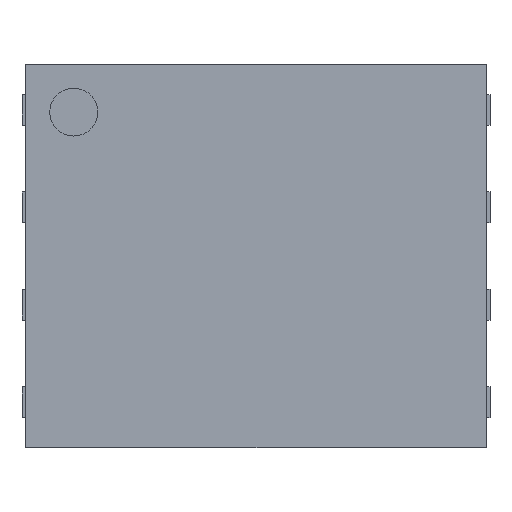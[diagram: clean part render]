
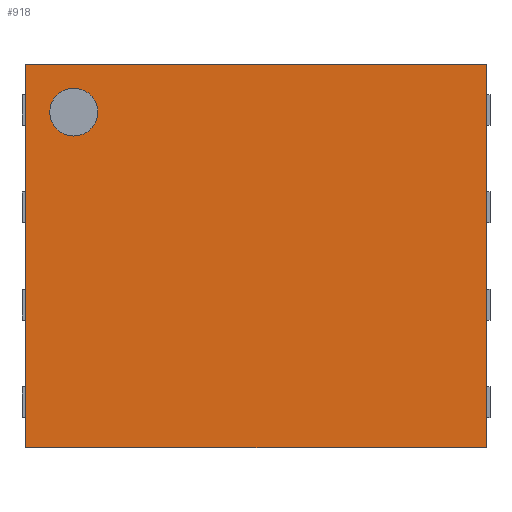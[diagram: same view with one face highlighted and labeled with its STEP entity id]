
A CAD part, top view. The second image highlights one B-rep face of the part: STEP entity #918.
In plain terms, the highlighted planar face has unit normal (0, 0, 1).
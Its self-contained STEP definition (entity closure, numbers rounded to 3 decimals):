
#58=FACE_BOUND('',#142,.T.);
#59=CIRCLE('',#1027,0.313);
#79=FACE_OUTER_BOUND('',#141,.T.);
#141=EDGE_LOOP('',(#625,#626,#627,#628));
#142=EDGE_LOOP('',(#629));
#203=LINE('',#1395,#308);
#208=LINE('',#1404,#313);
#209=LINE('',#1407,#314);
#210=LINE('',#1408,#315);
#308=VECTOR('',#1116,1.);
#313=VECTOR('',#1123,1.);
#314=VECTOR('',#1126,1.);
#315=VECTOR('',#1127,1.);
#413=VERTEX_POINT('',#1392);
#414=VERTEX_POINT('',#1394);
#417=VERTEX_POINT('',#1402);
#418=VERTEX_POINT('',#1406);
#419=VERTEX_POINT('',#1409);
#495=EDGE_CURVE('',#413,#414,#203,.T.);
#500=EDGE_CURVE('',#413,#417,#208,.T.);
#501=EDGE_CURVE('',#417,#418,#209,.T.);
#502=EDGE_CURVE('',#414,#418,#210,.T.);
#503=EDGE_CURVE('',#419,#419,#59,.T.);
#625=ORIENTED_EDGE('',*,*,#495,.F.);
#626=ORIENTED_EDGE('',*,*,#500,.T.);
#627=ORIENTED_EDGE('',*,*,#501,.T.);
#628=ORIENTED_EDGE('',*,*,#502,.F.);
#629=ORIENTED_EDGE('',*,*,#503,.F.);
#865=PLANE('',#1026);
#918=ADVANCED_FACE('',(#79,#58),#865,.T.);
#1026=AXIS2_PLACEMENT_3D('',#1405,#1124,#1125);
#1027=AXIS2_PLACEMENT_3D('',#1410,#1128,#1129);
#1116=DIRECTION('',(0.,1.,0.));
#1123=DIRECTION('',(1.,0.,0.));
#1124=DIRECTION('center_axis',(0.,0.,1.));
#1125=DIRECTION('ref_axis',(1.,0.,0.));
#1126=DIRECTION('',(0.,1.,0.));
#1127=DIRECTION('',(1.,0.,0.));
#1128=DIRECTION('center_axis',(0.,0.,1.));
#1129=DIRECTION('ref_axis',(1.,0.,0.));
#1392=CARTESIAN_POINT('',(-3.,-2.5,0.9));
#1394=CARTESIAN_POINT('',(-3.,2.5,0.9));
#1395=CARTESIAN_POINT('',(-3.,-2.5,0.9));
#1402=CARTESIAN_POINT('',(3.,-2.5,0.9));
#1404=CARTESIAN_POINT('',(-3.,-2.5,0.9));
#1405=CARTESIAN_POINT('Origin',(-3.,-2.5,0.9));
#1406=CARTESIAN_POINT('',(3.,2.5,0.9));
#1407=CARTESIAN_POINT('',(3.,-2.5,0.9));
#1408=CARTESIAN_POINT('',(-3.,2.5,0.9));
#1409=CARTESIAN_POINT('',(-2.688,1.875,0.9));
#1410=CARTESIAN_POINT('Origin',(-2.375,1.875,0.9));
